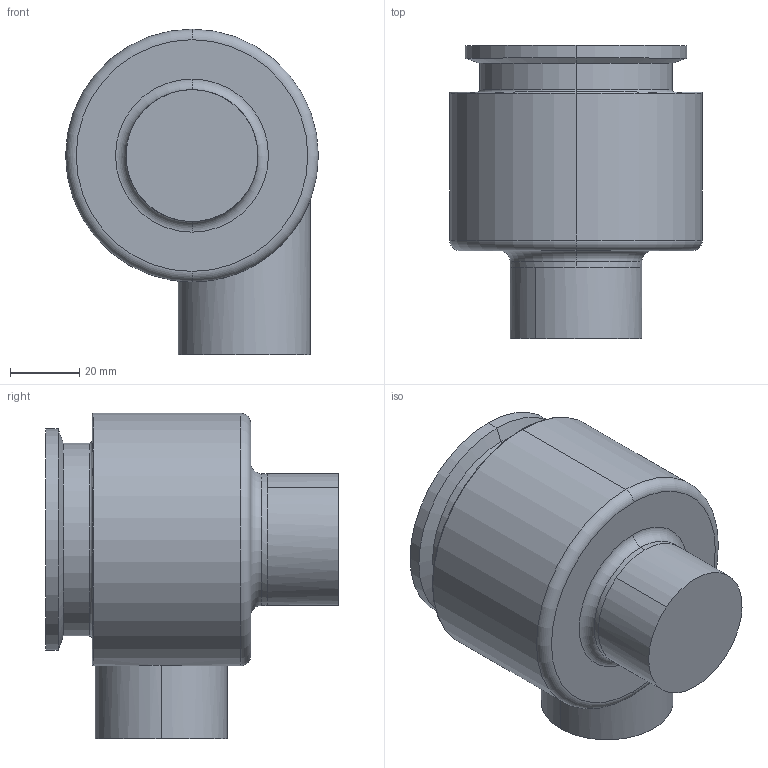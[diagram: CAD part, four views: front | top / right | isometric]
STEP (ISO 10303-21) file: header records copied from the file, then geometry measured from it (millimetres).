
FILE_DESCRIPTION (( 'STEP AP203' ), '1' );
FILE_NAME ('108322.STEP', '2017-10-23T15:12:00', ( '' ), ( '' ), 'SwSTEP 2.0', 'SolidWorks 2014', '' );
FILE_SCHEMA (( 'CONFIG_CONTROL_DESIGN' ));
Length unit declared in the file: inch
Products named in the file (1): 108322
Bounding box: 73 x 84.58 x 94.03 mm (x, y, z)
Volume: 286303.5 mm3; surface area: 28277.3 mm2
Topology: 1 solids, 1 shells, 27 faces, 57 edges, 34 vertices
Faces by surface type: cylinder 12, torus 8, plane 5, cone 2
Entity records: 924 total; most frequent: CARTESIAN_POINT 239, DIRECTION 147, ORIENTED_EDGE 114, AXIS2_PLACEMENT_3D 66, EDGE_CURVE 57, CIRCLE 38, VERTEX_POINT 34, EDGE_LOOP 29
